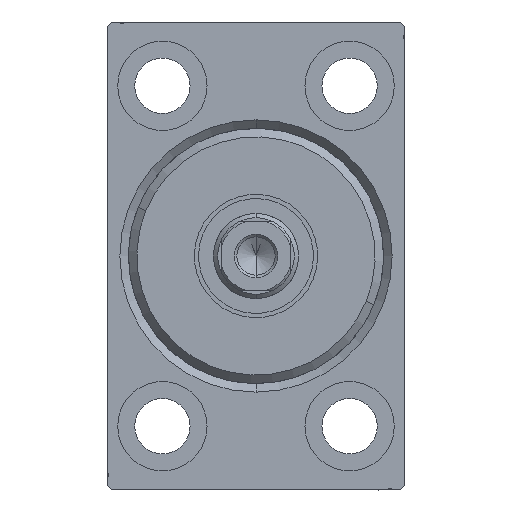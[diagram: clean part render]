
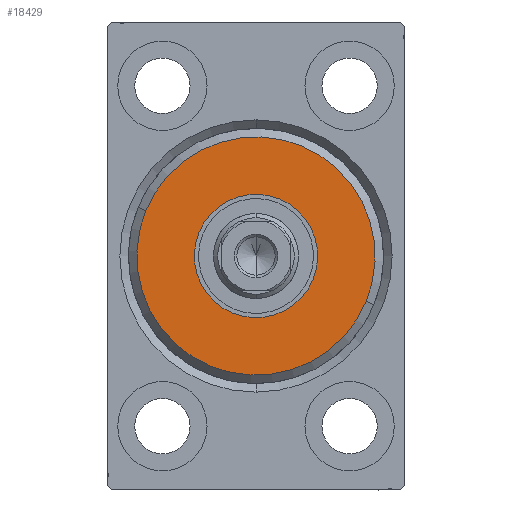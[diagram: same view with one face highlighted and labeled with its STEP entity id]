
A CAD part, left-side view. The second image highlights one B-rep face of the part: STEP entity #18429.
In plain terms, the highlighted face is planar.
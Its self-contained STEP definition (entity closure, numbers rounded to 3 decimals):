
#422 = ORIENTED_EDGE ( 'NONE', *, *, #4487, .F. ) ;
#3794 = CARTESIAN_POINT ( 'NONE',  ( 3., 0., 14. ) ) ;
#4034 = DIRECTION ( 'NONE',  ( 0., 0., -1. ) ) ;
#4410 = DIRECTION ( 'NONE',  ( 1., 0., 0. ) ) ;
#4487 = EDGE_CURVE ( 'NONE', #23271, #16907, #5077, .T. ) ;
#5019 = ORIENTED_EDGE ( 'NONE', *, *, #17985, .T. ) ;
#5077 = CIRCLE ( 'NONE', #12889, 7.25 ) ;
#5222 = CARTESIAN_POINT ( 'NONE',  ( 3., 0., 0. ) ) ;
#9901 = DIRECTION ( 'NONE',  ( 1., 0., 0. ) ) ;
#10716 = CARTESIAN_POINT ( 'NONE',  ( 3., 0., 0. ) ) ;
#11367 = DIRECTION ( 'NONE',  ( 1., 0., 0. ) ) ;
#11458 = FACE_OUTER_BOUND ( 'NONE', #30493, .T. ) ;
#12889 = AXIS2_PLACEMENT_3D ( 'NONE', #10716, #11367, #4034 ) ;
#13174 = CARTESIAN_POINT ( 'NONE',  ( 3., 0., 0. ) ) ;
#13339 = EDGE_CURVE ( 'NONE', #17021, #32237, #25239, .T. ) ;
#13853 = EDGE_CURVE ( 'NONE', #16907, #23271, #15975, .T. ) ;
#14368 = DIRECTION ( 'NONE',  ( 1., 0., 0. ) ) ;
#15032 = FACE_BOUND ( 'NONE', #32161, .T. ) ;
#15419 = ORIENTED_EDGE ( 'NONE', *, *, #13339, .T. ) ;
#15975 = CIRCLE ( 'NONE', #40878, 7.25 ) ;
#16277 = CARTESIAN_POINT ( 'NONE',  ( 3., 0., -7.25 ) ) ;
#16586 = DIRECTION ( 'NONE',  ( 0., 0., -1. ) ) ;
#16841 = AXIS2_PLACEMENT_3D ( 'NONE', #5222, #14368, #17929 ) ;
#16907 = VERTEX_POINT ( 'NONE', #16277 ) ;
#17021 = VERTEX_POINT ( 'NONE', #3794 ) ;
#17929 = DIRECTION ( 'NONE',  ( 0., 0., -1. ) ) ;
#17985 = EDGE_CURVE ( 'NONE', #32237, #17021, #42387, .T. ) ;
#18429 = ADVANCED_FACE ( 'NONE', ( #11458, #15032 ), #28613, .T. ) ;
#21345 = DIRECTION ( 'NONE',  ( 0., 0., -1. ) ) ;
#23234 = AXIS2_PLACEMENT_3D ( 'NONE', #27800, #4410, #21345 ) ;
#23271 = VERTEX_POINT ( 'NONE', #28849 ) ;
#25239 = CIRCLE ( 'NONE', #25959, 14. ) ;
#25959 = AXIS2_PLACEMENT_3D ( 'NONE', #13174, #29892, #34107 ) ;
#27583 = ORIENTED_EDGE ( 'NONE', *, *, #13853, .F. ) ;
#27800 = CARTESIAN_POINT ( 'NONE',  ( 3., 0., 0. ) ) ;
#28613 = PLANE ( 'NONE',  #16841 ) ;
#28849 = CARTESIAN_POINT ( 'NONE',  ( 3., 0., 7.25 ) ) ;
#29892 = DIRECTION ( 'NONE',  ( 1., 0., 0. ) ) ;
#30493 = EDGE_LOOP ( 'NONE', ( #15419, #5019 ) ) ;
#31339 = CARTESIAN_POINT ( 'NONE',  ( 3., 0., -14. ) ) ;
#32161 = EDGE_LOOP ( 'NONE', ( #27583, #422 ) ) ;
#32237 = VERTEX_POINT ( 'NONE', #31339 ) ;
#34107 = DIRECTION ( 'NONE',  ( 0., 0., -1. ) ) ;
#40878 = AXIS2_PLACEMENT_3D ( 'NONE', #43745, #9901, #16586 ) ;
#42387 = CIRCLE ( 'NONE', #23234, 14. ) ;
#43745 = CARTESIAN_POINT ( 'NONE',  ( 3., 0., 0. ) ) ;
